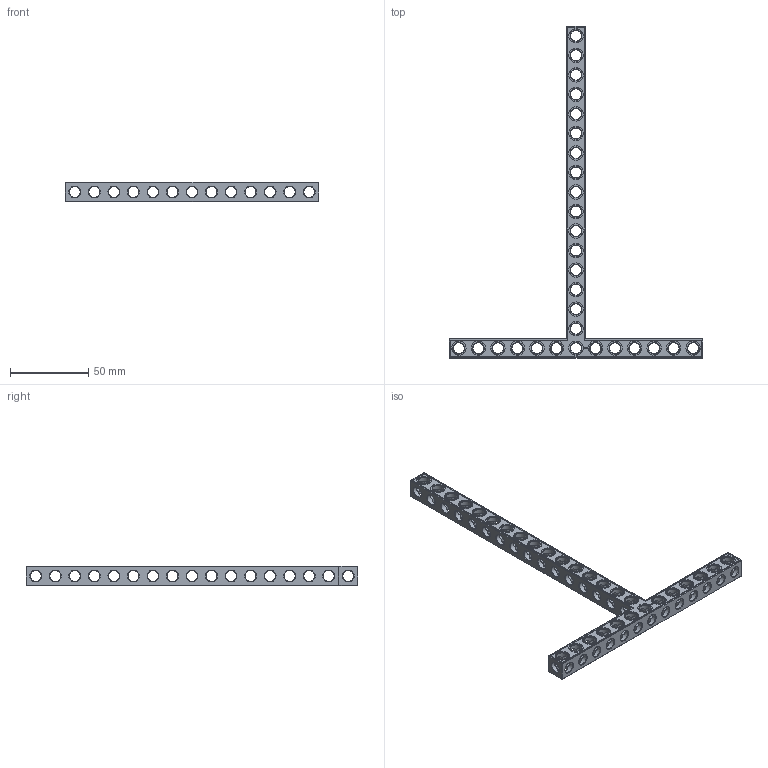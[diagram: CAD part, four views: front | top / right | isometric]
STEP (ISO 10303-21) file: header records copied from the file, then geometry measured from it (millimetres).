
FILE_DESCRIPTION(('FreeCAD Model'),'2;1');
FILE_NAME('Open CASCADE Shape Model','2022-01-28T16:30:28',( 'Paulo Kiefe'),('STEMFIE.org'),'Open CASCADE STEP processor 7.4', 'FreeCAD','Unknown');
FILE_SCHEMA(('AUTOMOTIVE_DESIGN { 1 0 10303 214 1 1 1 1 }'));
Products named in the file (1): Beam_TSH_SYM_ESS_BU13x17x01_-_SPN-BEM-1110_(stemfie.org)
Bounding box: 162.5 x 212.5 x 12.5 mm (x, y, z)
Volume: 28326.1 mm3; surface area: 25352.2 mm2
Topology: 1 solids, 1 shells, 817 faces, 2545 edges, 1675 vertices
Faces by surface type: plane 414, cylinder 175, cone 118, extrusion 110
Full cylindrical faces by diameter (mm): 6.98 x14, 7 x132, 9.2 x29
Entity records: 97325 total; most frequent: CARTESIAN_POINT 49698, DIRECTION 7867, ORIENTED_EDGE 5090, PCURVE 5090, DEFINITIONAL_REPRESENTATION 5090, VECTOR 4880, LINE 4770, EDGE_CURVE 2545
